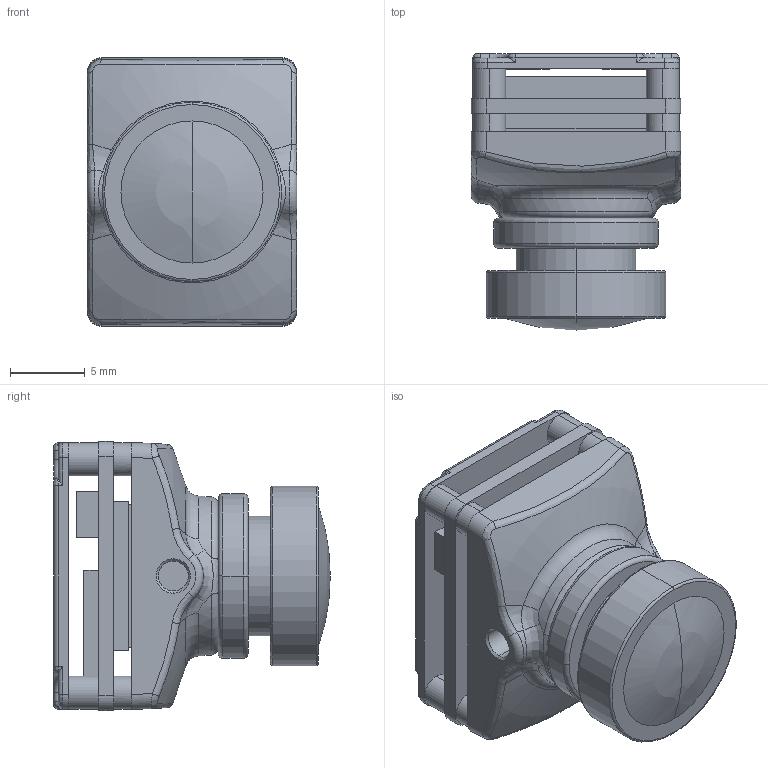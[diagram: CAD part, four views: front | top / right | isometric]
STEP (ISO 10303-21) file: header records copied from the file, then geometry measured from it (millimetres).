
FILE_DESCRIPTION((''),'2;1');
FILE_NAME('JT','2022-09-15T',('Administrator'),(''),'PRO/ENGINEER BY PARAMETRIC TECHNOLOGY CORPORATION, 2001280','PRO/ENGINEER BY PARAMETRIC TECHNOLOGY CORPORATION, 2001280','');
FILE_SCHEMA(('CONFIG_CONTROL_DESIGN'));
Length unit declared in the file: millimetre
Products named in the file (1): JT
Bounding box: 14 x 18.5 x 18 mm (x, y, z)
Volume: 2014.7 mm3; surface area: 2625 mm2
Topology: 1 solids, 2 shells, 326 faces, 767 edges, 465 vertices
Faces by surface type: cylinder 123, plane 77, bspline 54, torus 32, cone 22, sphere 14, extrusion 4
Entity records: 12013 total; most frequent: CARTESIAN_POINT 4732, ORIENTED_EDGE 1530, DIRECTION 1489, EDGE_CURVE 765, AXIS2_PLACEMENT_3D 596, VERTEX_POINT 465, EDGE_LOOP 362, CIRCLE 328
